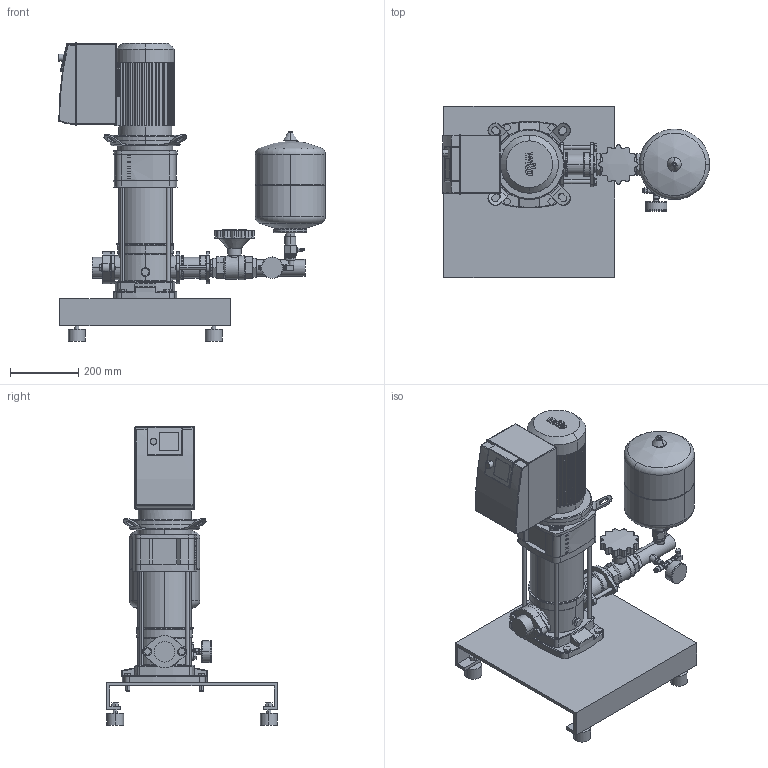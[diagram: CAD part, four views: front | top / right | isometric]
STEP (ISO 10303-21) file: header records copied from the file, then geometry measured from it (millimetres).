
FILE_DESCRIPTION((''),'2;1');
FILE_NAME('3d_SiBoostSmart1HelixVE1602-2537656.stp','2015-08-24T10:45:53',(''),(''),'Mechanical Desktop 2009','Mechanical Desktop 2009',', , ');
FILE_SCHEMA(('CONFIG_CONTROL_DESIGN'));
Length unit declared in the file: millimetre
Products named in the file (1): Product
Bounding box: 781 x 500 x 873 mm (x, y, z)
Volume: 36837106.6 mm3; surface area: 2720632.3 mm2
Topology: 54 solids, 54 shells, 1437 faces, 3549 edges, 2290 vertices
Faces by surface type: plane 424, cylinder 423, bspline 413, cone 82, torus 78, sphere 17
Entity records: 48924 total; most frequent: CARTESIAN_POINT 15229, ORIENTED_EDGE 7074, DIRECTION 6845, EDGE_CURVE 3537, AXIS2_PLACEMENT_3D 2503, VERTEX_POINT 2290, VECTOR 1839, LINE 1839
